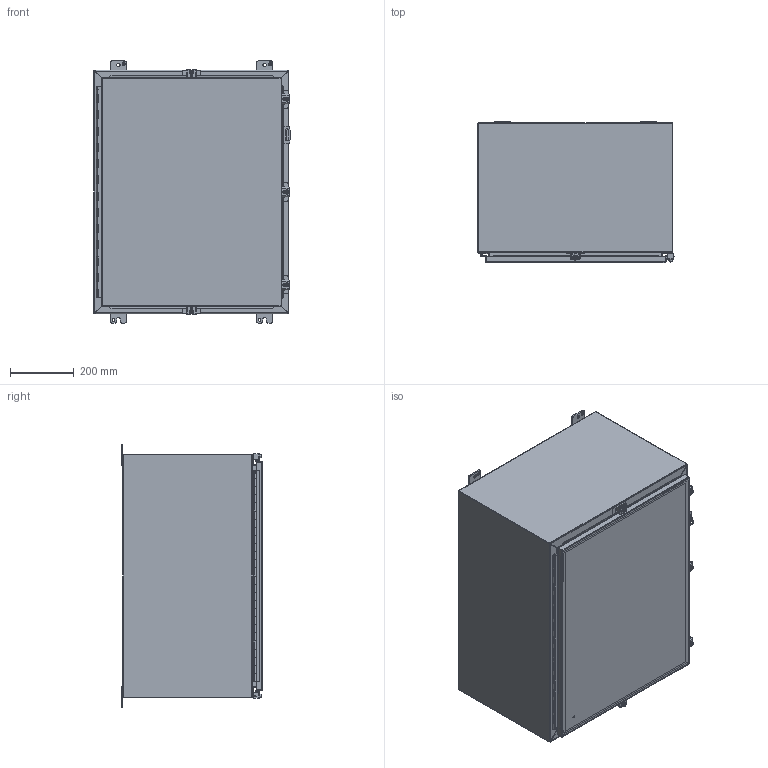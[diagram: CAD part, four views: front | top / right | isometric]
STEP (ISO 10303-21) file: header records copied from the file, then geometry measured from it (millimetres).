
FILE_DESCRIPTION (( 'STEP AP203' ), '1' );
FILE_NAME ('1418N4K16_Default.step', '2019-10-31T22:18:00', ( 'ADC123' ), ( 'Microsoft' ), 'SwSTEP 2.0', 'SolidWorks 2019', '' );
FILE_SCHEMA (( 'CONFIG_CONTROL_DESIGN' ));
Products named in the file (1): 1418N4K16_Default
Bounding box: 612.8 x 442.9 x 819.15 mm (x, y, z)
Volume: 5261191.7 mm3; surface area: 5485167.2 mm2
Topology: 45 solids, 46 shells, 1595 faces, 4195 edges, 2734 vertices
Faces by surface type: plane 949, cylinder 552, bspline 76, cone 18
Entity records: 51702 total; most frequent: CARTESIAN_POINT 11847, ORIENTED_EDGE 8382, DIRECTION 8141, EDGE_CURVE 4191, LINE 2889, VECTOR 2889, VERTEX_POINT 2734, AXIS2_PLACEMENT_3D 2626
